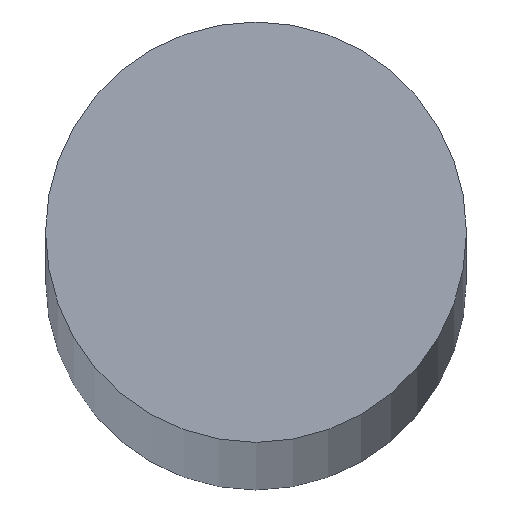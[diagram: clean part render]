
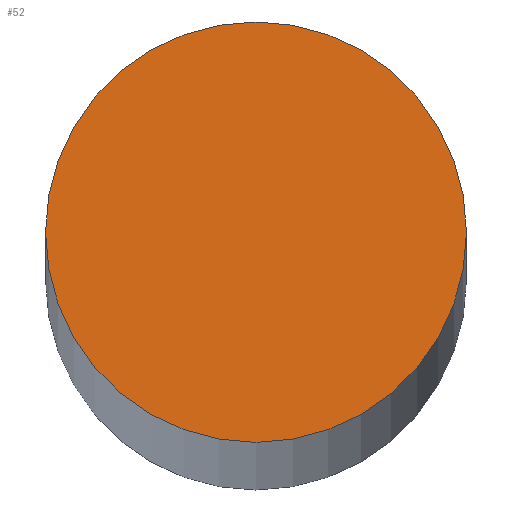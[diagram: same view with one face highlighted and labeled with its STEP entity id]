
A CAD part, front view. The second image highlights one B-rep face of the part: STEP entity #52.
In plain terms, the highlighted planar face has unit normal (0, -0.999, 0.052).
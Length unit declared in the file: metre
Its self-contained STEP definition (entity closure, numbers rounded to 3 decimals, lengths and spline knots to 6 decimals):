
#21=PLANE('',#71);
#25=ORIENTED_EDGE('',*,*,#30,.F.);
#30=EDGE_CURVE('',#33,#33,#36,.F.);
#33=VERTEX_POINT('',#96);
#36=CIRCLE('',#70,0.001422);
#40=EDGE_LOOP('',(#25));
#46=FACE_BOUND('',#40,.T.);
#52=ADVANCED_FACE('',(#46),#21,.F.);
#70=AXIS2_PLACEMENT_3D('',#95,#81,#82);
#71=AXIS2_PLACEMENT_3D('',#97,#83,#84);
#81=DIRECTION('',(0.,-0.999,0.052));
#82=DIRECTION('',(0.,0.052,0.999));
#83=DIRECTION('',(0.,0.999,-0.052));
#84=DIRECTION('',(-1.,0.,0.));
#95=CARTESIAN_POINT('',(-0.01068,0.556667,0.070793));
#96=CARTESIAN_POINT('',(-0.01068,0.556741,0.072213));
#97=CARTESIAN_POINT('',(-0.01068,0.556667,0.070793));
